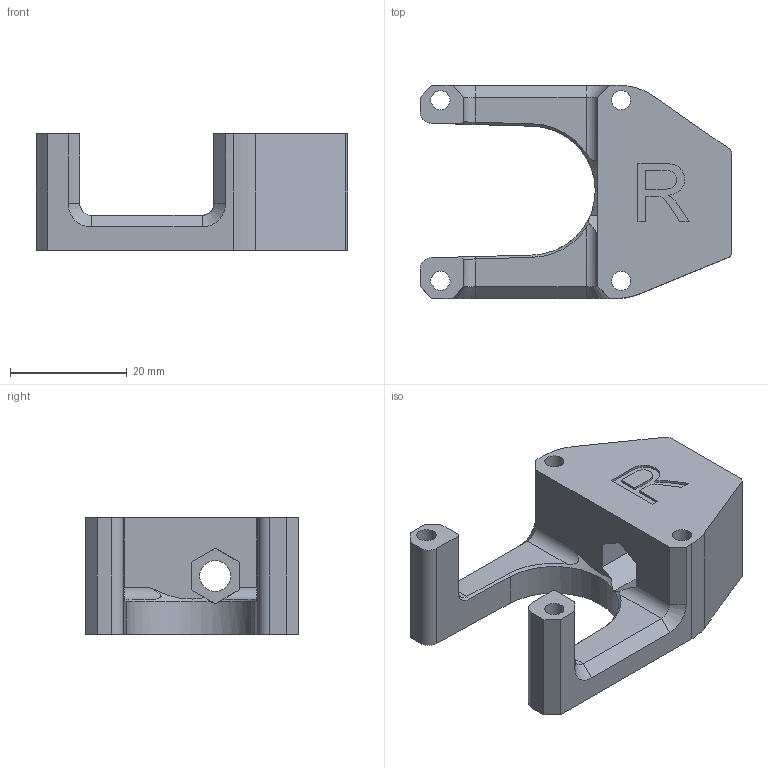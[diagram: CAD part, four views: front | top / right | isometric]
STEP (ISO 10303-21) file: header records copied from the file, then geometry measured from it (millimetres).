
FILE_DESCRIPTION(/* description */ (''),/* implementation_level */ '2;1');
FILE_NAME(/* name */ 'RR_MID.step',/* time_stamp */ '2024-06-09T00:24:19+09:00',/* author */ (''),/* organization */ (''),/* preprocessor_version */ 'ST-DEVELOPER v20',/* originating_system */ 'Autodesk Translation Framework v13.14.0.145',/* authorisation */ '');
FILE_SCHEMA (('AUTOMOTIVE_DESIGN { 1 0 10303 214 3 1 1 }'));
Length unit declared in the file: millimetre
Products named in the file (1): RR_MID
Bounding box: 53.5 x 36.5 x 20 mm (x, y, z)
Volume: 16181.7 mm3; surface area: 6902.6 mm2
Topology: 1 solids, 1 shells, 93 faces, 256 edges, 168 vertices
Faces by surface type: plane 53, bspline 19, cylinder 15, cone 6
Full cylindrical faces by diameter (mm): 3.3 x4, 5.3 x1
Entity records: 3230 total; most frequent: CARTESIAN_POINT 901, ORIENTED_EDGE 512, DIRECTION 405, EDGE_CURVE 256, LINE 177, VECTOR 177, VERTEX_POINT 168, AXIS2_PLACEMENT_3D 114
